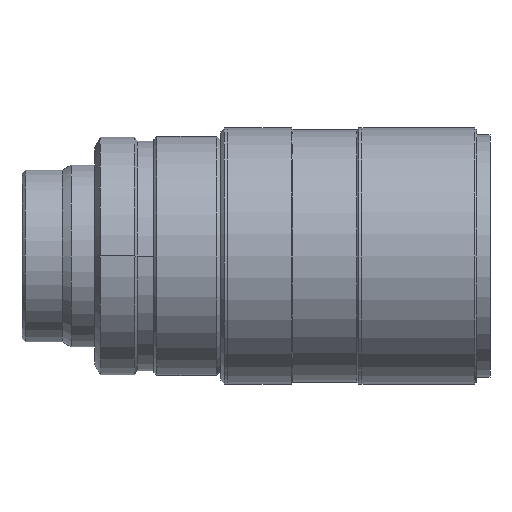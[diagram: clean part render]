
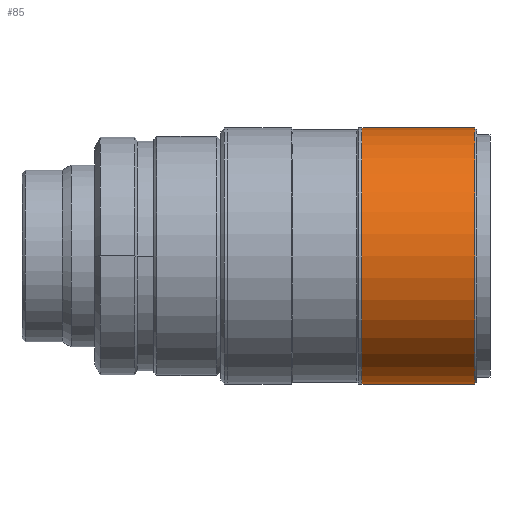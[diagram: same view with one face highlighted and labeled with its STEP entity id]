
A CAD part, front view. The second image highlights one B-rep face of the part: STEP entity #85.
In plain terms, the highlighted cylindrical face has radius 38 mm (diameter 76 mm), a partial arc.
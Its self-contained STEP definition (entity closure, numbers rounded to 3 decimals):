
#25 = VERTEX_POINT ( 'NONE', #4338 ) ;
#36 = DIRECTION ( 'NONE',  ( 0., 0., -1. ) ) ;
#85 = ADVANCED_FACE ( 'NONE', ( #748 ), #916, .T. ) ;
#86 = EDGE_CURVE ( 'NONE', #2123, #2028, #1841, .T. ) ;
#238 = ORIENTED_EDGE ( 'NONE', *, *, #86, .T. ) ;
#267 = DIRECTION ( 'NONE',  ( -1., 0., 0. ) ) ;
#453 = CARTESIAN_POINT ( 'NONE',  ( -7.06, 0., -38. ) ) ;
#608 = VERTEX_POINT ( 'NONE', #4458 ) ;
#657 = EDGE_LOOP ( 'NONE', ( #813, #2207, #3383, #238 ) ) ;
#715 = AXIS2_PLACEMENT_3D ( 'NONE', #4227, #2121, #36 ) ;
#748 = FACE_OUTER_BOUND ( 'NONE', #657, .T. ) ;
#813 = ORIENTED_EDGE ( 'NONE', *, *, #3348, .F. ) ;
#916 = CYLINDRICAL_SURFACE ( 'NONE', #2593, 38. ) ;
#1005 = EDGE_CURVE ( 'NONE', #25, #608, #4271, .T. ) ;
#1207 = LINE ( 'NONE', #2165, #2850 ) ;
#1427 = CARTESIAN_POINT ( 'NONE',  ( -7.06, 0., 38. ) ) ;
#1485 = VECTOR ( 'NONE', #2346, 1000. ) ;
#1643 = CARTESIAN_POINT ( 'NONE',  ( 0., 0., 0. ) ) ;
#1827 = DIRECTION ( 'NONE',  ( 1., 0., 0. ) ) ;
#1841 = CIRCLE ( 'NONE', #2362, 38. ) ;
#2003 = DIRECTION ( 'NONE',  ( 1., 0., 0. ) ) ;
#2028 = VERTEX_POINT ( 'NONE', #1427 ) ;
#2121 = DIRECTION ( 'NONE',  ( 1., 0., 0. ) ) ;
#2123 = VERTEX_POINT ( 'NONE', #453 ) ;
#2165 = CARTESIAN_POINT ( 'NONE',  ( 0., 0., 38. ) ) ;
#2207 = ORIENTED_EDGE ( 'NONE', *, *, #1005, .T. ) ;
#2346 = DIRECTION ( 'NONE',  ( 1., 0., 0. ) ) ;
#2351 = CARTESIAN_POINT ( 'NONE',  ( -7.06, 0., 0. ) ) ;
#2362 = AXIS2_PLACEMENT_3D ( 'NONE', #2351, #267, #2717 ) ;
#2593 = AXIS2_PLACEMENT_3D ( 'NONE', #1643, #2003, #3406 ) ;
#2717 = DIRECTION ( 'NONE',  ( 0., 0., -1. ) ) ;
#2836 = EDGE_CURVE ( 'NONE', #608, #2123, #4184, .T. ) ;
#2850 = VECTOR ( 'NONE', #1827, 1000. ) ;
#3348 = EDGE_CURVE ( 'NONE', #25, #2028, #1207, .T. ) ;
#3383 = ORIENTED_EDGE ( 'NONE', *, *, #2836, .T. ) ;
#3406 = DIRECTION ( 'NONE',  ( 0., 0., -1. ) ) ;
#4184 = LINE ( 'NONE', #4438, #1485 ) ;
#4227 = CARTESIAN_POINT ( 'NONE',  ( -40.56, 0., 0. ) ) ;
#4271 = CIRCLE ( 'NONE', #715, 38. ) ;
#4338 = CARTESIAN_POINT ( 'NONE',  ( -40.56, 0., 38. ) ) ;
#4438 = CARTESIAN_POINT ( 'NONE',  ( 0., 0., -38. ) ) ;
#4458 = CARTESIAN_POINT ( 'NONE',  ( -40.56, 0., -38. ) ) ;
